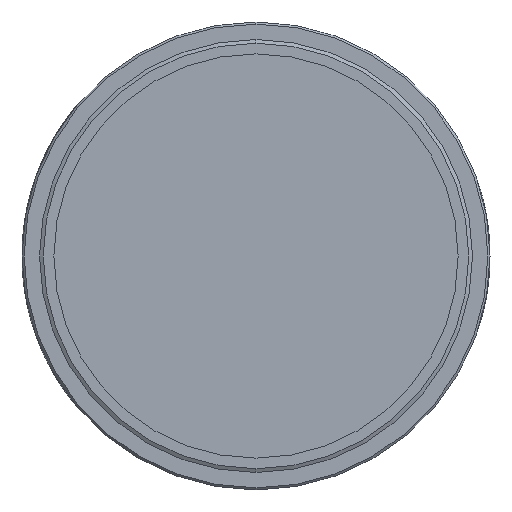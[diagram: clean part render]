
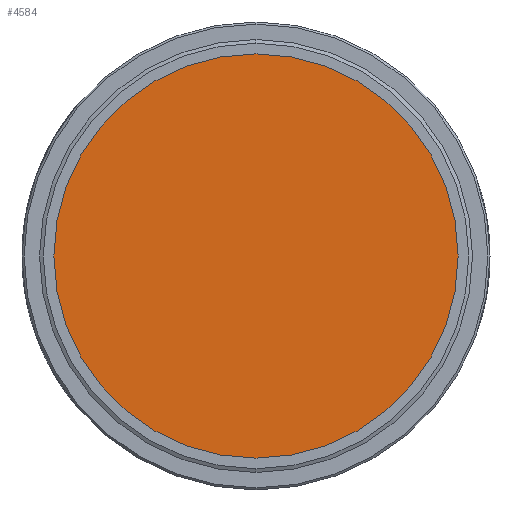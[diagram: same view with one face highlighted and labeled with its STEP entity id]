
A CAD part, left-side view. The second image highlights one B-rep face of the part: STEP entity #4584.
In plain terms, the highlighted planar face has unit normal (-1, 0, 0).
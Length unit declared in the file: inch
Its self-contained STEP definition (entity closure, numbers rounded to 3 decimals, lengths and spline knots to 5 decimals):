
#2187 = CARTESIAN_POINT ( 'NONE',  ( -0.105, 0., -1. ) ) ;
#2710 = DIRECTION ( 'NONE',  ( 1., 0., 0. ) ) ;
#2784 = VERTEX_POINT ( 'NONE', #13806 ) ;
#2871 = AXIS2_PLACEMENT_3D ( 'NONE', #5102, #2710, #11158 ) ;
#4584 = ADVANCED_FACE ( 'NONE', ( #6933 ), #13464, .F. ) ;
#4813 = EDGE_CURVE ( 'NONE', #2784, #12374, #7488, .T. ) ;
#5102 = CARTESIAN_POINT ( 'NONE',  ( -0.105, 0., 0. ) ) ;
#5132 = CARTESIAN_POINT ( 'NONE',  ( -0.105, 0., 0. ) ) ;
#6348 = DIRECTION ( 'NONE',  ( 0., 0., -1. ) ) ;
#6921 = CIRCLE ( 'NONE', #7598, 1. ) ;
#6933 = FACE_OUTER_BOUND ( 'NONE', #13224, .T. ) ;
#6956 = DIRECTION ( 'NONE',  ( 1., 0., 0. ) ) ;
#7488 = CIRCLE ( 'NONE', #8531, 1. ) ;
#7598 = AXIS2_PLACEMENT_3D ( 'NONE', #5132, #13513, #6348 ) ;
#8531 = AXIS2_PLACEMENT_3D ( 'NONE', #14117, #6956, #15326 ) ;
#10469 = EDGE_CURVE ( 'NONE', #12374, #2784, #6921, .T. ) ;
#10984 = ORIENTED_EDGE ( 'NONE', *, *, #10469, .F. ) ;
#11158 = DIRECTION ( 'NONE',  ( 0., 0., -1. ) ) ;
#12374 = VERTEX_POINT ( 'NONE', #2187 ) ;
#13048 = ORIENTED_EDGE ( 'NONE', *, *, #4813, .F. ) ;
#13224 = EDGE_LOOP ( 'NONE', ( #10984, #13048 ) ) ;
#13464 = PLANE ( 'NONE',  #2871 ) ;
#13513 = DIRECTION ( 'NONE',  ( 1., 0., 0. ) ) ;
#13806 = CARTESIAN_POINT ( 'NONE',  ( -0.105, 0., 1. ) ) ;
#14117 = CARTESIAN_POINT ( 'NONE',  ( -0.105, 0., 0. ) ) ;
#15326 = DIRECTION ( 'NONE',  ( 0., 0., -1. ) ) ;
